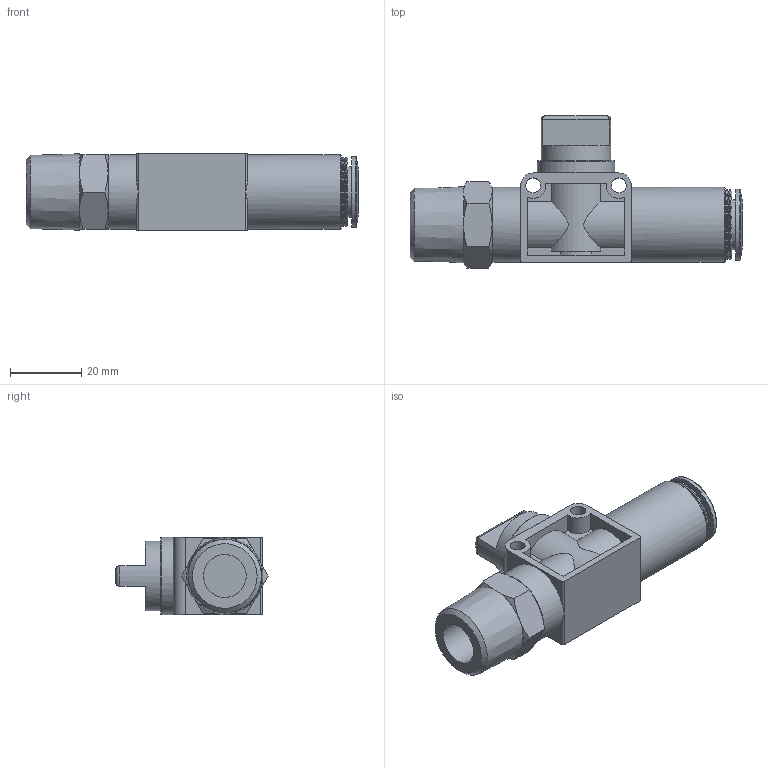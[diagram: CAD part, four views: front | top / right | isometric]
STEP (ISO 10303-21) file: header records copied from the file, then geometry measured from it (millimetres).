
FILE_DESCRIPTION(/* description */ ('STEP AP214'),/* implementation_level */ '2;1');
FILE_NAME(/* name */ '153474_HE-2-1_2-QS-12',/* time_stamp */ '2024-08-29T02:19:39+02:00',/* author */ ('License CC BY-ND 4.0'),/* organization */ ('CADENAS'),/* preprocessor_version */ 'ST-DEVELOPER v19.3',/* originating_system */ 'PARTsolutions',/* authorisation */ ' ');
FILE_SCHEMA (('TECHNICAL_DATA_PACKAGING','PROCESS_PLANNING_SCHEMA','AP242_MANAGED_MODEL_BASED_3D_ENGINEERING_MIM_LF { 1 0 10303 442 3 1 4 }','AUTOMOTIVE_DESIGN {1 0 10303 214 3 1 1}'));
Length unit declared in the file: millimetre
Products named in the file (1): 153474 HE-2-1/2-QS-12
Bounding box: 93 x 42.62 x 21.7 mm (x, y, z)
Volume: 32059.5 mm3; surface area: 12399.8 mm2
Topology: 1 solids, 1 shells, 103 faces, 245 edges, 154 vertices
Faces by surface type: plane 46, cylinder 32, cone 22, torus 3
Full cylindrical faces by diameter (mm): 4.2 x2, 12 x2, 14.1 x1, 19.5 x3, 19.8 x1, 21 x2, 21.7 x1
Entity records: 3652 total; most frequent: CARTESIAN_POINT 636, DIRECTION 468, ORIENTED_EDGE 438, EDGE_CURVE 219, AXIS2_PLACEMENT_3D 185, VERTEX_POINT 151, EDGE_LOOP 140, FACE_BOUND 140
